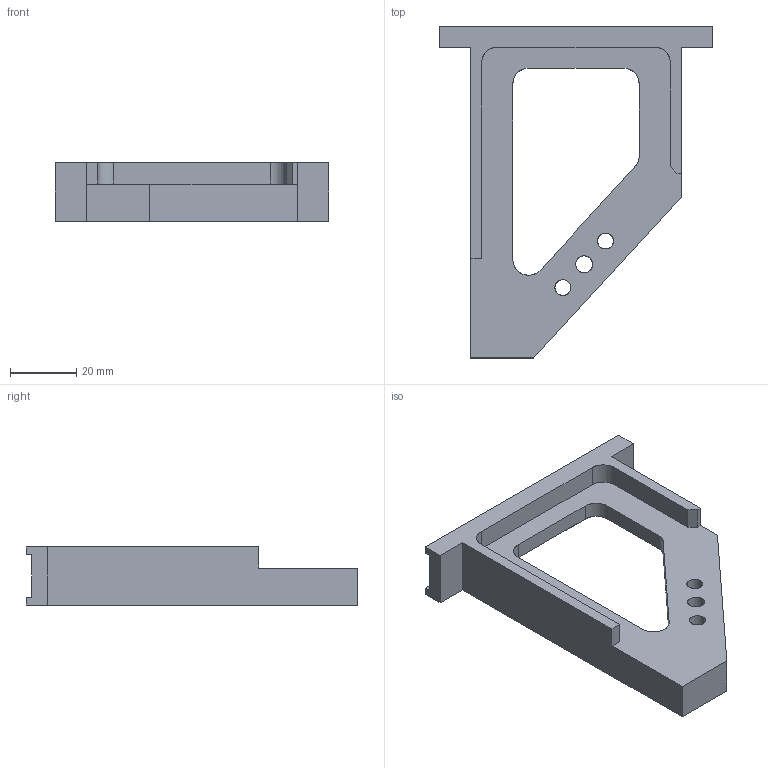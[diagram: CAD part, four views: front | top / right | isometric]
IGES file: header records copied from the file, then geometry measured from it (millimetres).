
Start section: SolidWorks IGES file using analytic representation for surfaces
Global section: file name: 26HD1001435-v1.IGS; native system: SolidWorks 2010; preprocessor: SolidWorks 2010; author: cconley; date: 110426.133153; units: inch
Bounding box: 82.55 x 100.18 x 17.53 mm (x, y, z)
Surface area: 16543.9 mm2 (no closed solid volume)
Topology: 0 solids, 0 shells, 56 faces, 698 edges, 698 vertices
Faces by surface type: bspline 34, revolution 22
